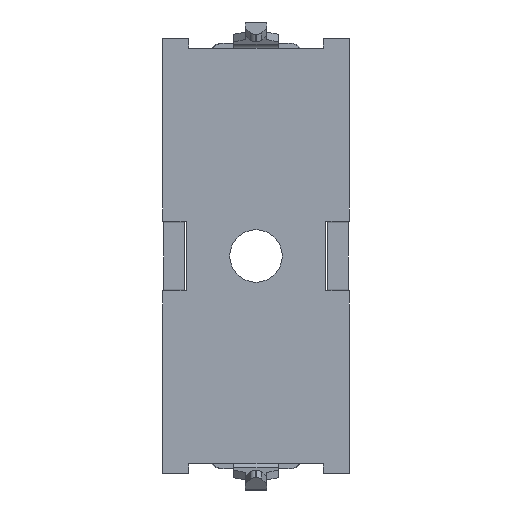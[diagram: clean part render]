
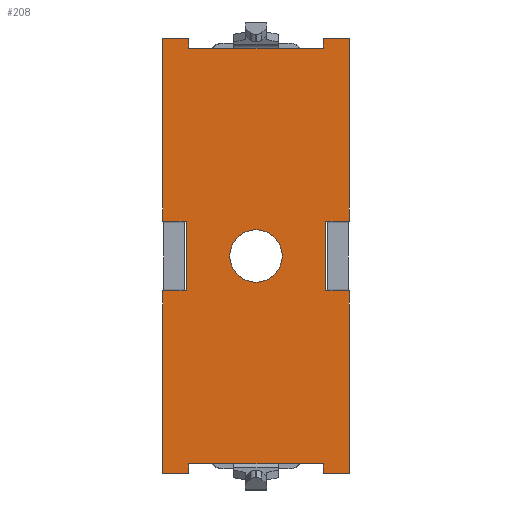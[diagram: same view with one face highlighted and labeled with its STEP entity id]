
A CAD part, front view. The second image highlights one B-rep face of the part: STEP entity #208.
In plain terms, the highlighted planar face has unit normal (0, -1, 0).
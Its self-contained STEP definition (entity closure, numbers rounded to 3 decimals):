
#208=ADVANCED_FACE('',(#589,#590),#591,.T.);
#589=FACE_OUTER_BOUND('',#1085,.T.);
#590=FACE_BOUND('',#1086,.T.);
#591=PLANE('',#1087);
#1085=EDGE_LOOP('',(#2478,#2479,#2480,#2481,#2482,#2483,#2484,#2485,#2486,#2487,#2488,#2489,#2490,#2491,#2492,#2493,#2494,#2495,#2496,#2497));
#1086=EDGE_LOOP('',(#2498,#2499));
#1087=AXIS2_PLACEMENT_3D('',#2500,#2501,#2502);
#2478=ORIENTED_EDGE('',*,*,#4013,.T.);
#2479=ORIENTED_EDGE('',*,*,#4014,.F.);
#2480=ORIENTED_EDGE('',*,*,#4015,.T.);
#2481=ORIENTED_EDGE('',*,*,#4016,.F.);
#2482=ORIENTED_EDGE('',*,*,#3955,.F.);
#2483=ORIENTED_EDGE('',*,*,#4017,.F.);
#2484=ORIENTED_EDGE('',*,*,#4008,.F.);
#2485=ORIENTED_EDGE('',*,*,#4018,.F.);
#2486=ORIENTED_EDGE('',*,*,#3630,.T.);
#2487=ORIENTED_EDGE('',*,*,#3977,.T.);
#2488=ORIENTED_EDGE('',*,*,#3923,.T.);
#2489=ORIENTED_EDGE('',*,*,#3760,.F.);
#2490=ORIENTED_EDGE('',*,*,#3626,.F.);
#2491=ORIENTED_EDGE('',*,*,#4019,.T.);
#2492=ORIENTED_EDGE('',*,*,#4020,.T.);
#2493=ORIENTED_EDGE('',*,*,#3869,.T.);
#2494=ORIENTED_EDGE('',*,*,#3996,.T.);
#2495=ORIENTED_EDGE('',*,*,#4021,.T.);
#2496=ORIENTED_EDGE('',*,*,#4022,.F.);
#2497=ORIENTED_EDGE('',*,*,#4023,.T.);
#2498=ORIENTED_EDGE('',*,*,#4024,.T.);
#2499=ORIENTED_EDGE('',*,*,#3499,.T.);
#2500=CARTESIAN_POINT('',(7.05,0.0,-7.45));
#2501=DIRECTION('',(0.0,-1.0,0.0));
#2502=DIRECTION('',(0.0,0.0,-1.0));
#3499=EDGE_CURVE('',#4243,#4240,#4244,.T.);
#3626=EDGE_CURVE('',#4483,#4484,#4485,.T.);
#3630=EDGE_CURVE('',#4492,#4490,#4493,.T.);
#3760=EDGE_CURVE('',#4484,#4730,#4731,.T.);
#3869=EDGE_CURVE('',#4912,#4910,#4913,.T.);
#3923=EDGE_CURVE('',#4998,#4730,#4999,.T.);
#3955=EDGE_CURVE('',#5049,#5051,#5052,.T.);
#3977=EDGE_CURVE('',#4490,#4998,#5083,.T.);
#3996=EDGE_CURVE('',#4910,#5106,#5108,.T.);
#4008=EDGE_CURVE('',#5123,#5125,#5126,.T.);
#4013=EDGE_CURVE('',#5133,#5134,#5135,.T.);
#4014=EDGE_CURVE('',#5136,#5134,#5137,.T.);
#4015=EDGE_CURVE('',#5136,#5138,#5139,.T.);
#4016=EDGE_CURVE('',#5051,#5138,#5140,.T.);
#4017=EDGE_CURVE('',#5125,#5049,#5141,.T.);
#4018=EDGE_CURVE('',#4492,#5123,#5142,.T.);
#4019=EDGE_CURVE('',#4483,#5143,#5144,.T.);
#4020=EDGE_CURVE('',#5143,#4912,#5145,.T.);
#4021=EDGE_CURVE('',#5106,#5146,#5147,.T.);
#4022=EDGE_CURVE('',#5148,#5146,#5149,.T.);
#4023=EDGE_CURVE('',#5148,#5133,#5150,.T.);
#4024=EDGE_CURVE('',#4240,#4243,#5151,.T.);
#4240=VERTEX_POINT('',#5577);
#4243=VERTEX_POINT('',#5581);
#4244=CIRCLE('',#5582,1.35);
#4483=VERTEX_POINT('',#6105);
#4484=VERTEX_POINT('',#6106);
#4485=LINE('',#6107,#6108);
#4490=VERTEX_POINT('',#6115);
#4492=VERTEX_POINT('',#6118);
#4493=LINE('',#6119,#6120);
#4730=VERTEX_POINT('',#6556);
#4731=LINE('',#6557,#6558);
#4910=VERTEX_POINT('',#6862);
#4912=VERTEX_POINT('',#6865);
#4913=LINE('',#6866,#6867);
#4998=VERTEX_POINT('',#6994);
#4999=LINE('',#6995,#6996);
#5049=VERTEX_POINT('',#7073);
#5051=VERTEX_POINT('',#7076);
#5052=LINE('',#7077,#7078);
#5083=LINE('',#7263,#7264);
#5106=VERTEX_POINT('',#7343);
#5108=LINE('',#7346,#7347);
#5123=VERTEX_POINT('',#7370);
#5125=VERTEX_POINT('',#7373);
#5126=LINE('',#7374,#7375);
#5133=VERTEX_POINT('',#7386);
#5134=VERTEX_POINT('',#7387);
#5135=LINE('',#7388,#7389);
#5136=VERTEX_POINT('',#7390);
#5137=LINE('',#7391,#7392);
#5138=VERTEX_POINT('',#7393);
#5139=LINE('',#7394,#7395);
#5140=LINE('',#7396,#7397);
#5141=LINE('',#7398,#7399);
#5142=LINE('',#7400,#7401);
#5143=VERTEX_POINT('',#7402);
#5144=LINE('',#7403,#7404);
#5145=LINE('',#7405,#7406);
#5146=VERTEX_POINT('',#7407);
#5147=LINE('',#7408,#7409);
#5148=VERTEX_POINT('',#7410);
#5149=LINE('',#7411,#7412);
#5150=LINE('',#7413,#7414);
#5151=CIRCLE('',#7415,1.35);
#5577=CARTESIAN_POINT('',(4.8,0.0,-9.85));
#5581=CARTESIAN_POINT('',(4.8,0.0,-12.55));
#5582=AXIS2_PLACEMENT_3D('',#7876,#7877,#7878);
#6105=CARTESIAN_POINT('',(9.6,0.0,0.0));
#6106=CARTESIAN_POINT('',(9.6,0.0,-9.4));
#6107=CARTESIAN_POINT('',(9.6,0.0,-0.2));
#6108=VECTOR('',#8130,1000.0);
#6115=CARTESIAN_POINT('',(9.6,0.0,-13.0));
#6118=CARTESIAN_POINT('',(9.6,0.0,-22.4));
#6119=CARTESIAN_POINT('',(9.6,0.0,-22.2));
#6120=VECTOR('',#8134,1000.0);
#6556=CARTESIAN_POINT('',(8.4,0.0,-9.4));
#6557=CARTESIAN_POINT('',(-98.355,0.0,-9.4));
#6558=VECTOR('',#8310,1000.0);
#6862=CARTESIAN_POINT('',(1.35,0.0,-0.5));
#6865=CARTESIAN_POINT('',(8.25,0.0,-0.5));
#6866=CARTESIAN_POINT('',(-98.355,0.0,-0.5));
#6867=VECTOR('',#8494,1000.0);
#6994=CARTESIAN_POINT('',(8.4,0.0,-13.0));
#6995=CARTESIAN_POINT('',(8.4,0.0,-0.2));
#6996=VECTOR('',#8570,1000.0);
#7073=CARTESIAN_POINT('',(1.35,0.0,-21.9));
#7076=CARTESIAN_POINT('',(1.35,0.0,-22.4));
#7077=CARTESIAN_POINT('',(1.35,0.0,-22.2));
#7078=VECTOR('',#8608,1000.0);
#7263=CARTESIAN_POINT('',(-98.355,0.0,-13.0));
#7264=VECTOR('',#8637,1000.0);
#7343=CARTESIAN_POINT('',(1.35,0.0,0.0));
#7346=CARTESIAN_POINT('',(1.35,0.0,-0.2));
#7347=VECTOR('',#8665,1000.0);
#7370=CARTESIAN_POINT('',(8.25,0.0,-22.4));
#7373=CARTESIAN_POINT('',(8.25,0.0,-21.9));
#7374=CARTESIAN_POINT('',(8.25,0.0,-22.2));
#7375=VECTOR('',#8681,1000.0);
#7386=CARTESIAN_POINT('',(1.2,0.0,-9.4));
#7387=CARTESIAN_POINT('',(1.2,0.0,-13.0));
#7388=CARTESIAN_POINT('',(1.2,0.0,-22.2));
#7389=VECTOR('',#8686,1000.0);
#7390=CARTESIAN_POINT('',(0.0,0.0,-13.0));
#7391=CARTESIAN_POINT('',(-98.355,0.0,-13.0));
#7392=VECTOR('',#8687,1000.0);
#7393=CARTESIAN_POINT('',(0.0,0.0,-22.4));
#7394=CARTESIAN_POINT('',(0.0,0.0,-22.2));
#7395=VECTOR('',#8688,1000.0);
#7396=CARTESIAN_POINT('',(-98.355,0.0,-22.4));
#7397=VECTOR('',#8689,1000.0);
#7398=CARTESIAN_POINT('',(-98.355,0.0,-21.9));
#7399=VECTOR('',#8690,1000.0);
#7400=CARTESIAN_POINT('',(-98.355,0.0,-22.4));
#7401=VECTOR('',#8691,1000.0);
#7402=CARTESIAN_POINT('',(8.25,0.0,0.0));
#7403=CARTESIAN_POINT('',(-98.355,0.0,0.0));
#7404=VECTOR('',#8692,1000.0);
#7405=CARTESIAN_POINT('',(8.25,0.0,-0.2));
#7406=VECTOR('',#8693,1000.0);
#7407=CARTESIAN_POINT('',(0.0,0.0,0.0));
#7408=CARTESIAN_POINT('',(-98.355,0.0,0.0));
#7409=VECTOR('',#8694,1000.0);
#7410=CARTESIAN_POINT('',(0.0,0.0,-9.4));
#7411=CARTESIAN_POINT('',(0.0,0.0,-0.2));
#7412=VECTOR('',#8695,1000.0);
#7413=CARTESIAN_POINT('',(-98.355,0.0,-9.4));
#7414=VECTOR('',#8696,1000.0);
#7415=AXIS2_PLACEMENT_3D('',#8697,#8698,#8699);
#7876=CARTESIAN_POINT('',(4.8,0.0,-11.2));
#7877=DIRECTION('',(0.0,1.0,0.0));
#7878=DIRECTION('',(0.0,0.0,1.0));
#8130=DIRECTION('',(0.0,0.0,-1.0));
#8134=DIRECTION('',(0.,0.,1.0));
#8310=DIRECTION('',(-1.0,0.0,0.0));
#8494=DIRECTION('',(-1.0,0.0,0.0));
#8570=DIRECTION('',(0.0,0.,1.0));
#8608=DIRECTION('',(0.,0.,-1.0));
#8637=DIRECTION('',(-1.0,0.,0.));
#8665=DIRECTION('',(0.0,0.0,1.0));
#8681=DIRECTION('',(0.,0.,1.0));
#8686=DIRECTION('',(0.0,0.,-1.0));
#8687=DIRECTION('',(1.0,0.,0.));
#8688=DIRECTION('',(0.,0.,-1.0));
#8689=DIRECTION('',(-1.0,0.,0.));
#8690=DIRECTION('',(-1.0,0.,0.));
#8691=DIRECTION('',(-1.0,0.,0.));
#8692=DIRECTION('',(-1.0,0.0,0.0));
#8693=DIRECTION('',(0.0,0.0,-1.0));
#8694=DIRECTION('',(-1.0,0.0,0.0));
#8695=DIRECTION('',(0.0,0.0,1.0));
#8696=DIRECTION('',(1.0,0.0,0.0));
#8697=CARTESIAN_POINT('',(4.8,0.0,-11.2));
#8698=DIRECTION('',(0.0,1.0,0.0));
#8699=DIRECTION('',(0.0,0.0,1.0));
